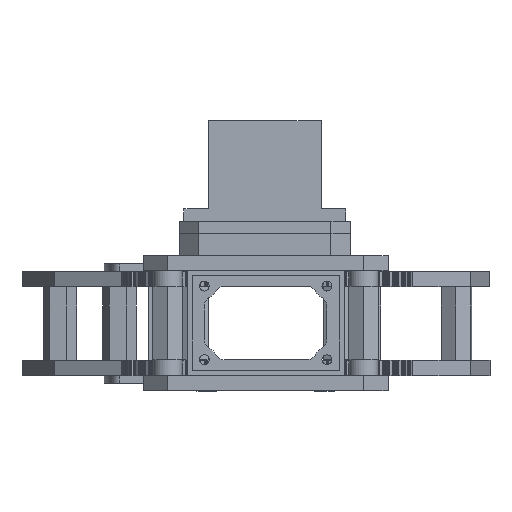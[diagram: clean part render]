
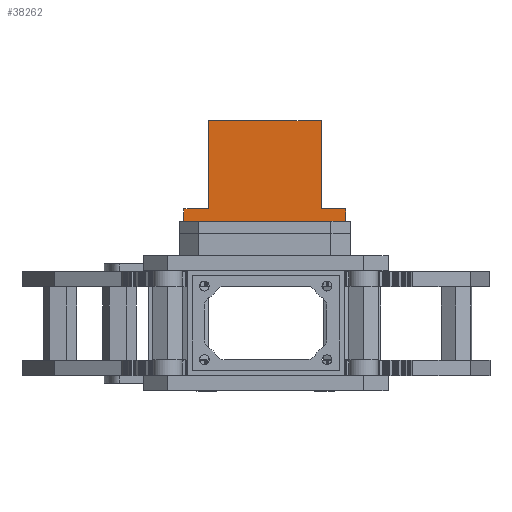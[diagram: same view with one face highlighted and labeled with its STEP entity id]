
A CAD part, front view. The second image highlights one B-rep face of the part: STEP entity #38262.
In plain terms, the highlighted face is planar.
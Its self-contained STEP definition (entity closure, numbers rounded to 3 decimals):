
#3013=FACE_OUTER_BOUND('',#4872,.T.);
#4872=EDGE_LOOP('',(#34730,#34731,#34732,#34733,#34734,#34735,#34736,#34737,
#34738,#34739,#34740,#34741));
#10480=LINE('',#62032,#16130);
#10484=LINE('',#62050,#16134);
#10489=LINE('',#62059,#16139);
#10490=LINE('',#62062,#16140);
#10495=LINE('',#62071,#16145);
#10499=LINE('',#62080,#16149);
#10501=LINE('',#62086,#16151);
#10505=LINE('',#62092,#16155);
#10506=LINE('',#62094,#16156);
#10508=LINE('',#62098,#16158);
#10511=LINE('',#62104,#16161);
#10512=LINE('',#62105,#16162);
#16130=VECTOR('',#49538,23.);
#16134=VECTOR('',#49560,1.5);
#16139=VECTOR('',#49567,1.5);
#16140=VECTOR('',#49570,5.);
#16145=VECTOR('',#49577,5.);
#16149=VECTOR('',#49583,5.);
#16151=VECTOR('',#49587,5.);
#16155=VECTOR('',#49593,2.5);
#16156=VECTOR('',#49596,2.5);
#16158=VECTOR('',#49600,18.);
#16161=VECTOR('',#49605,18.);
#16162=VECTOR('',#49606,23.);
#19563=VERTEX_POINT('',#62029);
#19564=VERTEX_POINT('',#62031);
#19569=VERTEX_POINT('',#62049);
#19572=VERTEX_POINT('',#62057);
#19573=VERTEX_POINT('',#62061);
#19576=VERTEX_POINT('',#62069);
#19578=VERTEX_POINT('',#62074);
#19580=VERTEX_POINT('',#62078);
#19581=VERTEX_POINT('',#62082);
#19583=VERTEX_POINT('',#62085);
#19585=VERTEX_POINT('',#62097);
#19587=VERTEX_POINT('',#62103);
#24616=EDGE_CURVE('',#19564,#19563,#10480,.T.);
#24624=EDGE_CURVE('',#19569,#19564,#10484,.T.);
#24629=EDGE_CURVE('',#19572,#19563,#10489,.T.);
#24630=EDGE_CURVE('',#19573,#19569,#10490,.T.);
#24635=EDGE_CURVE('',#19572,#19576,#10495,.T.);
#24639=EDGE_CURVE('',#19580,#19578,#10499,.T.);
#24641=EDGE_CURVE('',#19581,#19583,#10501,.T.);
#24645=EDGE_CURVE('',#19583,#19576,#10505,.T.);
#24646=EDGE_CURVE('',#19580,#19573,#10506,.T.);
#24648=EDGE_CURVE('',#19585,#19578,#10508,.T.);
#24651=EDGE_CURVE('',#19587,#19581,#10511,.T.);
#24652=EDGE_CURVE('',#19587,#19585,#10512,.T.);
#34730=ORIENTED_EDGE('',*,*,#24651,.F.);
#34731=ORIENTED_EDGE('',*,*,#24652,.T.);
#34732=ORIENTED_EDGE('',*,*,#24648,.T.);
#34733=ORIENTED_EDGE('',*,*,#24639,.F.);
#34734=ORIENTED_EDGE('',*,*,#24646,.T.);
#34735=ORIENTED_EDGE('',*,*,#24630,.T.);
#34736=ORIENTED_EDGE('',*,*,#24624,.T.);
#34737=ORIENTED_EDGE('',*,*,#24616,.T.);
#34738=ORIENTED_EDGE('',*,*,#24629,.F.);
#34739=ORIENTED_EDGE('',*,*,#24635,.T.);
#34740=ORIENTED_EDGE('',*,*,#24645,.F.);
#34741=ORIENTED_EDGE('',*,*,#24641,.F.);
#36530=PLANE('',#40183);
#38262=ADVANCED_FACE('',(#3013),#36530,.T.);
#40183=AXIS2_PLACEMENT_3D('',#62102,#49603,#49604);
#49538=DIRECTION('',(1.,0.,0.));
#49560=DIRECTION('',(0.,0.,1.));
#49567=DIRECTION('',(0.,0.,1.));
#49570=DIRECTION('',(1.,0.,0.));
#49577=DIRECTION('',(1.,0.,0.));
#49583=DIRECTION('',(1.,0.,0.));
#49587=DIRECTION('',(1.,0.,0.));
#49593=DIRECTION('',(0.,0.,1.));
#49596=DIRECTION('',(0.,0.,1.));
#49600=DIRECTION('',(0.,0.,1.));
#49603=DIRECTION('center_axis',(0.,1.,0.));
#49604=DIRECTION('ref_axis',(0.,0.,1.));
#49605=DIRECTION('',(0.,0.,1.));
#49606=DIRECTION('',(-1.,0.,0.));
#62029=CARTESIAN_POINT('',(23.,12.25,22.));
#62031=CARTESIAN_POINT('',(0.,12.25,22.));
#62032=CARTESIAN_POINT('',(0.,12.25,22.));
#62049=CARTESIAN_POINT('',(0.,12.25,20.5));
#62050=CARTESIAN_POINT('',(0.,12.25,20.5));
#62057=CARTESIAN_POINT('',(23.,12.25,20.5));
#62059=CARTESIAN_POINT('',(23.,12.25,20.5));
#62061=CARTESIAN_POINT('',(-5.,12.25,20.5));
#62062=CARTESIAN_POINT('',(-5.,12.25,20.5));
#62069=CARTESIAN_POINT('',(28.,12.25,20.5));
#62071=CARTESIAN_POINT('',(-5.,12.25,20.5));
#62074=CARTESIAN_POINT('',(0.,12.25,18.));
#62078=CARTESIAN_POINT('',(-5.,12.25,18.));
#62080=CARTESIAN_POINT('',(-5.,12.25,18.));
#62082=CARTESIAN_POINT('',(23.,12.25,18.));
#62085=CARTESIAN_POINT('',(28.,12.25,18.));
#62086=CARTESIAN_POINT('',(-5.,12.25,18.));
#62092=CARTESIAN_POINT('',(28.,12.25,18.));
#62094=CARTESIAN_POINT('',(-5.,12.25,18.));
#62097=CARTESIAN_POINT('',(0.,12.25,0.));
#62098=CARTESIAN_POINT('',(0.,12.25,0.));
#62102=CARTESIAN_POINT('Origin',(0.,12.25,0.));
#62103=CARTESIAN_POINT('',(23.,12.25,0.));
#62104=CARTESIAN_POINT('',(23.,12.25,0.));
#62105=CARTESIAN_POINT('',(23.,12.25,0.));
